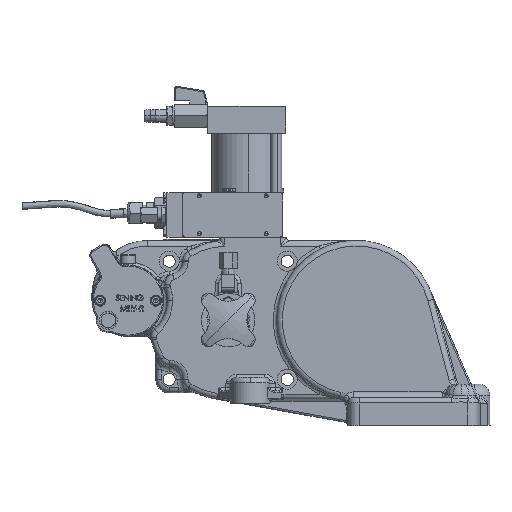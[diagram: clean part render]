
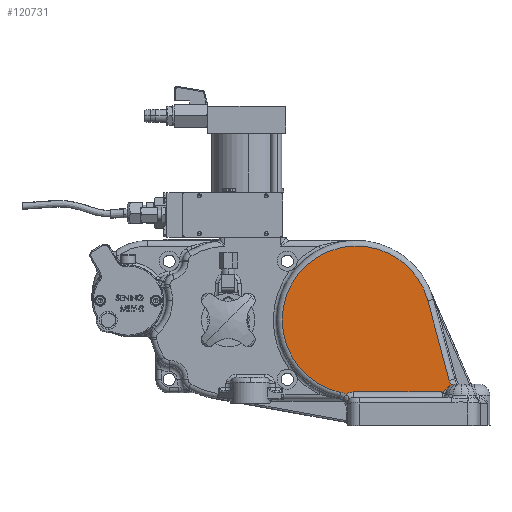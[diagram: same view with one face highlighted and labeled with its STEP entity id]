
A CAD part, top view. The second image highlights one B-rep face of the part: STEP entity #120731.
In plain terms, the highlighted planar face has unit normal (0, 0, 1).
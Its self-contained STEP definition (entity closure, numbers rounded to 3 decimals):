
#3475 = CARTESIAN_POINT ( 'NONE',  ( 0., 0., 85.5 ) ) ;
#3476 = PLANE ( 'NONE',  #164288 ) ;
#3493 = DIRECTION ( 'NONE',  ( 0., 0., 1. ) ) ;
#3495 = DIRECTION ( 'NONE',  ( 1., 0., 0. ) ) ;
#16093 = EDGE_LOOP ( 'NONE', ( #114589, #115138, #115157, #115207, #115210, #115176, #115174 ) ) ;
#18159 = EDGE_CURVE ( 'NONE', #117557, #117555, #109514, .T. ) ;
#18184 = EDGE_CURVE ( 'NONE', #117554, #117573, #109552, .T. ) ;
#18191 = EDGE_CURVE ( 'NONE', #117573, #117569, #109557, .T. ) ;
#18197 = EDGE_CURVE ( 'NONE', #117560, #117557, #55760, .T. ) ;
#18204 = EDGE_CURVE ( 'NONE', #117543, #117560, #109564, .T. ) ;
#18210 = EDGE_CURVE ( 'NONE', #117555, #117554, #109576, .T. ) ;
#18212 = EDGE_CURVE ( 'NONE', #117569, #117543, #109585, .T. ) ;
#47805 = FACE_OUTER_BOUND ( 'NONE', #16093, .T. ) ;
#55760 = B_SPLINE_CURVE_WITH_KNOTS ( 'NONE', 3,
 ( #109709, #109691, #109634, #109640, #109632, #109676, #109674, #109684, #109682, #109680, #109685, #109689, #109687, #109642, #109643, #109645, #109647, #109649, #109651, #109653, #109654, #109656, #109658, #109660, #109662, #109664 ),
 .UNSPECIFIED., .F., .F.,
 ( 4, 2, 2, 2, 2, 2, 2, 2, 2, 2, 2, 2, 4 ),
 ( 0., 0., 0.001, 0.001, 0.001, 0.002, 0.002, 0.003, 0.004, 0.006, 0.009, 0.01, 0.011 ),
 .UNSPECIFIED. ) ;
#109514 = CIRCLE ( 'NONE', #155573, 25. ) ;
#109552 = CIRCLE ( 'NONE', #155581, 66.5 ) ;
#109557 = CIRCLE ( 'NONE', #155589, 15. ) ;
#109564 = LINE ( 'NONE', #109626, #109566 ) ;
#109566 = VECTOR ( 'NONE', #109630, 1000. ) ;
#109576 = LINE ( 'NONE', #109609, #109579 ) ;
#109579 = VECTOR ( 'NONE', #109615, 1000. ) ;
#109585 = CIRCLE ( 'NONE', #155578, 10. ) ;
#109588 = DIRECTION ( 'NONE',  ( 0., 0., -1. ) ) ;
#109590 = DIRECTION ( 'NONE',  ( 1., 0., 0. ) ) ;
#109609 = CARTESIAN_POINT ( 'NONE',  ( 64.234, 17.211, 85.5 ) ) ;
#109615 = DIRECTION ( 'NONE',  ( -0.259, 0.966, 0. ) ) ;
#109626 = CARTESIAN_POINT ( 'NONE',  ( 81.351, -64.5, 85.5 ) ) ;
#109630 = DIRECTION ( 'NONE',  ( 1., 0., 0. ) ) ;
#109632 = CARTESIAN_POINT ( 'NONE',  ( 76.724, -64.884, 85.5 ) ) ;
#109634 = CARTESIAN_POINT ( 'NONE',  ( 76.44, -64.665, 85.5 ) ) ;
#109640 = CARTESIAN_POINT ( 'NONE',  ( 76.626, -64.815, 85.5 ) ) ;
#109642 = CARTESIAN_POINT ( 'NONE',  ( 78.296, -64.464, 85.5 ) ) ;
#109643 = CARTESIAN_POINT ( 'NONE',  ( 78.458, -64.29, 85.5 ) ) ;
#109645 = CARTESIAN_POINT ( 'NONE',  ( 78.929, -63.757, 85.5 ) ) ;
#109647 = CARTESIAN_POINT ( 'NONE',  ( 79.228, -63.386, 85.5 ) ) ;
#109649 = CARTESIAN_POINT ( 'NONE',  ( 79.838, -62.658, 85.5 ) ) ;
#109651 = CARTESIAN_POINT ( 'NONE',  ( 80.147, -62.298, 85.5 ) ) ;
#109653 = CARTESIAN_POINT ( 'NONE',  ( 81.108, -61.255, 85.5 ) ) ;
#109654 = CARTESIAN_POINT ( 'NONE',  ( 81.793, -60.605, 85.5 ) ) ;
#109656 = CARTESIAN_POINT ( 'NONE',  ( 82.922, -59.738, 85.5 ) ) ;
#109658 = CARTESIAN_POINT ( 'NONE',  ( 83.317, -59.465, 85.5 ) ) ;
#109660 = CARTESIAN_POINT ( 'NONE',  ( 84.135, -58.966, 85.5 ) ) ;
#109662 = CARTESIAN_POINT ( 'NONE',  ( 84.557, -58.74, 85.5 ) ) ;
#109664 = CARTESIAN_POINT ( 'NONE',  ( 84.993, -58.54, 85.5 ) ) ;
#109674 = CARTESIAN_POINT ( 'NONE',  ( 77.049, -65.037, 85.5 ) ) ;
#109676 = CARTESIAN_POINT ( 'NONE',  ( 76.934, -64.995, 85.5 ) ) ;
#109680 = CARTESIAN_POINT ( 'NONE',  ( 77.636, -64.974, 85.5 ) ) ;
#109682 = CARTESIAN_POINT ( 'NONE',  ( 77.408, -65.05, 85.5 ) ) ;
#109684 = CARTESIAN_POINT ( 'NONE',  ( 77.286, -65.065, 85.5 ) ) ;
#109685 = CARTESIAN_POINT ( 'NONE',  ( 77.742, -64.916, 85.5 ) ) ;
#109687 = CARTESIAN_POINT ( 'NONE',  ( 78.032, -64.704, 85.5 ) ) ;
#109689 = CARTESIAN_POINT ( 'NONE',  ( 77.939, -64.781, 85.5 ) ) ;
#109691 = CARTESIAN_POINT ( 'NONE',  ( 76.352, -64.584, 85.5 ) ) ;
#109702 = DIRECTION ( 'NONE',  ( 0., 0., -1. ) ) ;
#109706 = DIRECTION ( 'NONE',  ( 1., 0., 0. ) ) ;
#109709 = CARTESIAN_POINT ( 'NONE',  ( 76.267, -64.5, 85.5 ) ) ;
#109717 = CARTESIAN_POINT ( 'NONE',  ( -2.5, -74.5, 85.5 ) ) ;
#109742 = CARTESIAN_POINT ( 'NONE',  ( -17.5, -79.599, 85.5 ) ) ;
#109778 = DIRECTION ( 'NONE',  ( 0., 0., 1. ) ) ;
#109780 = DIRECTION ( 'NONE',  ( 1., 0., 0. ) ) ;
#109787 = CARTESIAN_POINT ( 'NONE',  ( 0., 0., 85.5 ) ) ;
#109839 = DIRECTION ( 'NONE',  ( 1., 0., 0. ) ) ;
#109841 = DIRECTION ( 'NONE',  ( 0., 0., -1. ) ) ;
#109878 = CARTESIAN_POINT ( 'NONE',  ( 107.495, -47.647, 85.5 ) ) ;
#114589 = ORIENTED_EDGE ( 'NONE', *, *, #18204, .T. ) ;
#115138 = ORIENTED_EDGE ( 'NONE', *, *, #18197, .T. ) ;
#115157 = ORIENTED_EDGE ( 'NONE', *, *, #18159, .T. ) ;
#115174 = ORIENTED_EDGE ( 'NONE', *, *, #18212, .T. ) ;
#115176 = ORIENTED_EDGE ( 'NONE', *, *, #18191, .T. ) ;
#115207 = ORIENTED_EDGE ( 'NONE', *, *, #18210, .T. ) ;
#115210 = ORIENTED_EDGE ( 'NONE', *, *, #18184, .T. ) ;
#117543 = VERTEX_POINT ( 'NONE', #188173 ) ;
#117554 = VERTEX_POINT ( 'NONE', #188194 ) ;
#117555 = VERTEX_POINT ( 'NONE', #188198 ) ;
#117557 = VERTEX_POINT ( 'NONE', #188199 ) ;
#117560 = VERTEX_POINT ( 'NONE', #188196 ) ;
#117569 = VERTEX_POINT ( 'NONE', #188200 ) ;
#117573 = VERTEX_POINT ( 'NONE', #188202 ) ;
#120731 = ADVANCED_FACE ( 'NONE', ( #47805 ), #3476, .T. ) ;
#155573 = AXIS2_PLACEMENT_3D ( 'NONE', #109878, #109841, #109839 ) ;
#155578 = AXIS2_PLACEMENT_3D ( 'NONE', #109717, #109588, #109590 ) ;
#155581 = AXIS2_PLACEMENT_3D ( 'NONE', #109787, #109778, #109780 ) ;
#155589 = AXIS2_PLACEMENT_3D ( 'NONE', #109742, #109702, #109706 ) ;
#164288 = AXIS2_PLACEMENT_3D ( 'NONE', #3475, #3493, #3495 ) ;
#188173 = CARTESIAN_POINT ( 'NONE',  ( -2.5, -64.5, 85.5 ) ) ;
#188194 = CARTESIAN_POINT ( 'NONE',  ( 64.234, 17.211, 85.5 ) ) ;
#188196 = CARTESIAN_POINT ( 'NONE',  ( 76.267, -64.5, 85.5 ) ) ;
#188198 = CARTESIAN_POINT ( 'NONE',  ( 83.347, -54.118, 85.5 ) ) ;
#188199 = CARTESIAN_POINT ( 'NONE',  ( 84.993, -58.54, 85.5 ) ) ;
#188200 = CARTESIAN_POINT ( 'NONE',  ( -9.218, -67.093, 85.5 ) ) ;
#188202 = CARTESIAN_POINT ( 'NONE',  ( -14.279, -64.949, 85.5 ) ) ;
